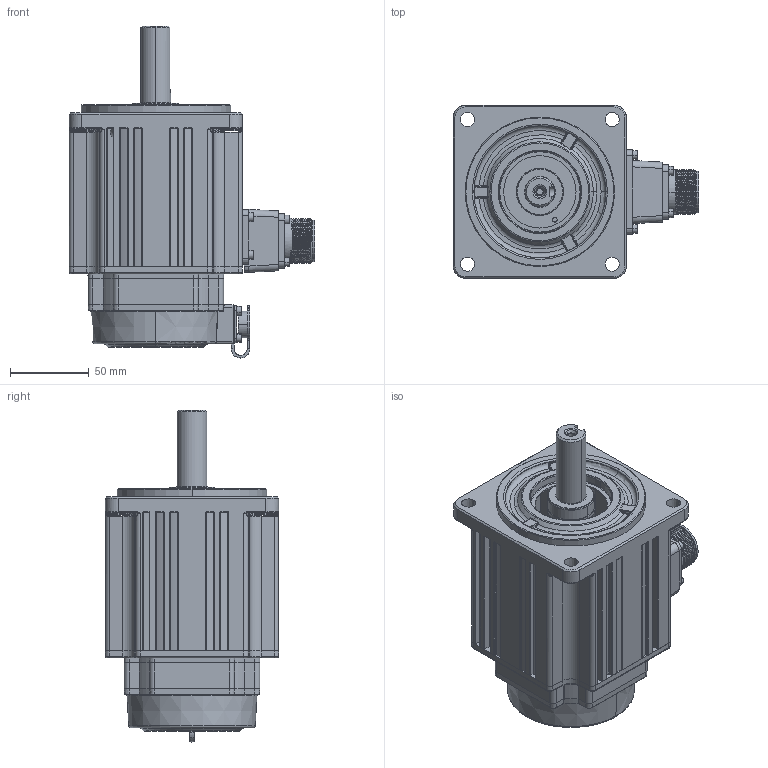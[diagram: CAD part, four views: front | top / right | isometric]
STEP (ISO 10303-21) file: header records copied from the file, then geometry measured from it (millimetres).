
FILE_DESCRIPTION (( 'STEP AP203' ), '1' );
FILE_NAME ('MS6G-110TL30B2-21P5.STEP', '2023-05-12T05:31:41', ( '' ), ( '' ), 'SwSTEP 2.0', 'SolidWorks 2016', '' );
FILE_SCHEMA (( 'CONFIG_CONTROL_DESIGN' ));
Length unit declared in the file: millimetre
Products named in the file (1): MS6G-110TL30B2-21P5
Bounding box: 155.9 x 110 x 210.89 mm (x, y, z)
Surface area: 114018 mm2 (no closed solid volume)
Topology: 0 solids, 33 shells, 927 faces, 3230 edges, 2240 vertices
Faces by surface type: cylinder 332, plane 299, bspline 119, torus 95, cone 80, sphere 2
Entity records: 40693 total; most frequent: CARTESIAN_POINT 14374, DIRECTION 5429, ORIENTED_EDGE 5010, EDGE_CURVE 3208, VERTEX_POINT 2238, AXIS2_PLACEMENT_3D 2054, VECTOR 1321, LINE 1321
